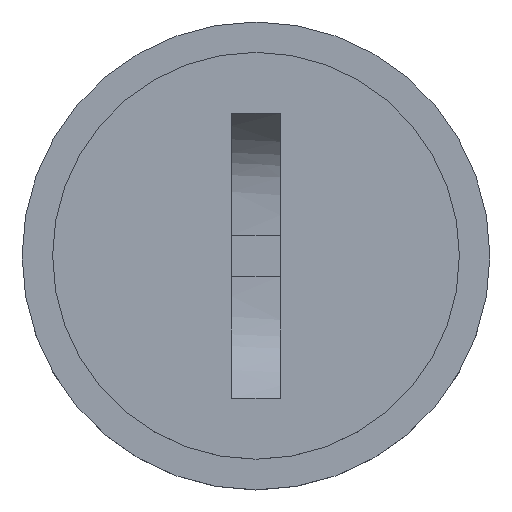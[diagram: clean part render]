
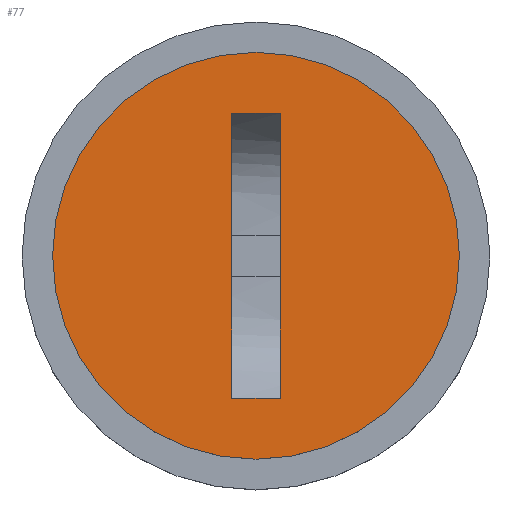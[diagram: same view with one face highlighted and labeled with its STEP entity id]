
A CAD part, top view. The second image highlights one B-rep face of the part: STEP entity #77.
In plain terms, the highlighted planar face has unit normal (0, 0, 1).
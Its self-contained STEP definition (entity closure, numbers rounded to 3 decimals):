
#27=CARTESIAN_POINT('',(30.,-100.,13.807));
#28=DIRECTION('',(0.,0.,-1.));
#29=DIRECTION('',(1.,0.,0.));
#30=AXIS2_PLACEMENT_3D('',#27,#28,#29);
#31=PLANE('',#30);
#32=CARTESIAN_POINT('',(23.8,-93.,13.807));
#33=VERTEX_POINT('',#32);
#34=CARTESIAN_POINT('',(23.8,-107.,13.807));
#35=VERTEX_POINT('',#34);
#36=CARTESIAN_POINT('',(23.8,-93.,13.807));
#37=DIRECTION('',(0.,-1.,-0.));
#38=VECTOR('',#37,14.);
#39=LINE('',#36,#38);
#40=EDGE_CURVE('',#33,#35,#39,.T.);
#41=ORIENTED_EDGE('',*,*,#40,.F.);
#42=CARTESIAN_POINT('',(26.2,-93.,13.807));
#43=VERTEX_POINT('',#42);
#44=CARTESIAN_POINT('',(26.2,-93.,13.807));
#45=DIRECTION('',(-1.,-0.,-0.));
#46=VECTOR('',#45,2.4);
#47=LINE('',#44,#46);
#48=EDGE_CURVE('',#43,#33,#47,.T.);
#49=ORIENTED_EDGE('',*,*,#48,.F.);
#50=CARTESIAN_POINT('',(26.2,-107.,13.807));
#51=VERTEX_POINT('',#50);
#52=CARTESIAN_POINT('',(26.2,-107.,13.807));
#53=DIRECTION('',(-0.,1.,0.));
#54=VECTOR('',#53,14.);
#55=LINE('',#52,#54);
#56=EDGE_CURVE('',#51,#43,#55,.T.);
#57=ORIENTED_EDGE('',*,*,#56,.F.);
#58=CARTESIAN_POINT('',(23.8,-107.,13.807));
#59=DIRECTION('',(1.,0.,0.));
#60=VECTOR('',#59,2.4);
#61=LINE('',#58,#60);
#62=EDGE_CURVE('',#35,#51,#61,.T.);
#63=ORIENTED_EDGE('',*,*,#62,.F.);
#64=EDGE_LOOP('',(#41,#49,#57,#63));
#65=FACE_BOUND('',#64,.T.);
#66=CARTESIAN_POINT('',(35.,-100.,13.807));
#67=VERTEX_POINT('',#66);
#68=CARTESIAN_POINT('',(25.,-100.,13.807));
#69=DIRECTION('',(0.,0.,-1.));
#70=DIRECTION('',(1.,0.,0.));
#71=AXIS2_PLACEMENT_3D('',#68,#69,#70);
#72=CIRCLE('',#71,10.);
#73=EDGE_CURVE('',#67,#67,#72,.T.);
#74=ORIENTED_EDGE('',*,*,#73,.F.);
#75=EDGE_LOOP('',(#74));
#76=FACE_BOUND('',#75,.T.);
#77=ADVANCED_FACE('',(#65,#76),#31,.F.);
